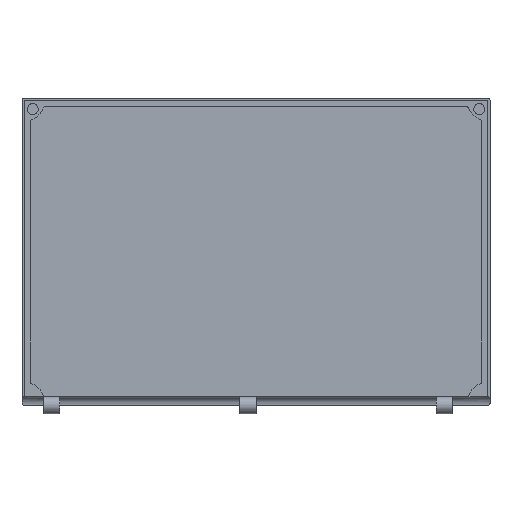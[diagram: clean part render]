
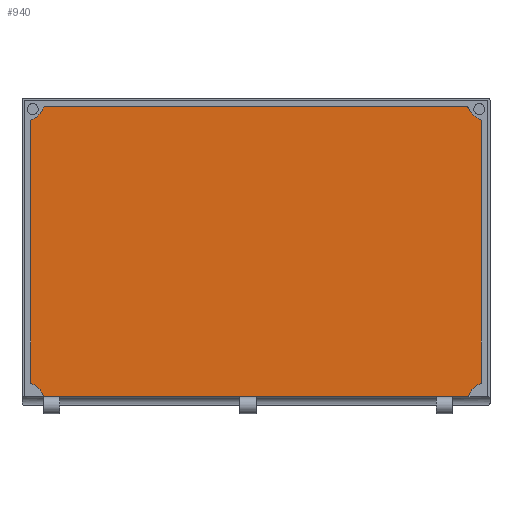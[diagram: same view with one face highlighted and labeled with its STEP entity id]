
A CAD part, front view. The second image highlights one B-rep face of the part: STEP entity #940.
In plain terms, the highlighted planar face has unit normal (0, -1, 0).
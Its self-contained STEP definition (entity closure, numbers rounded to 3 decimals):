
#405=CARTESIAN_POINT('',(173.5,-514.689,36.747));
#406=VERTEX_POINT('',#405);
#415=CARTESIAN_POINT('',(173.5,-514.689,158.919));
#416=VERTEX_POINT('',#415);
#417=CARTESIAN_POINT('',(173.5,-514.689,36.747));
#418=DIRECTION('',(-0.,-0.,1.));
#419=VECTOR('',#418,122.172);
#420=LINE('',#417,#419);
#421=EDGE_CURVE('',#406,#416,#420,.T.);
#445=CARTESIAN_POINT('',(179.747,-514.689,165.165));
#446=VERTEX_POINT('',#445);
#447=CARTESIAN_POINT('',(376.085,-514.689,165.165));
#448=VERTEX_POINT('',#447);
#449=CARTESIAN_POINT('',(179.747,-514.689,165.165));
#450=DIRECTION('',(1.,0.,0.));
#451=VECTOR('',#450,196.338);
#452=LINE('',#449,#451);
#453=EDGE_CURVE('',#446,#448,#452,.T.);
#487=CARTESIAN_POINT('',(382.993,-514.689,36.747));
#488=VERTEX_POINT('',#487);
#503=CARTESIAN_POINT('',(382.993,-514.689,158.919));
#504=VERTEX_POINT('',#503);
#511=CARTESIAN_POINT('',(382.993,-514.689,158.919));
#512=DIRECTION('',(0.,0.,-1.));
#513=VECTOR('',#512,122.172);
#514=LINE('',#511,#513);
#515=EDGE_CURVE('',#504,#488,#514,.T.);
#527=CARTESIAN_POINT('',(179.747,-514.689,30.5));
#528=VERTEX_POINT('',#527);
#556=CARTESIAN_POINT('',(376.746,-514.689,30.5));
#557=VERTEX_POINT('',#556);
#564=CARTESIAN_POINT('',(376.746,-514.689,30.5));
#565=DIRECTION('',(-1.,-0.,-0.));
#566=VECTOR('',#565,197.);
#567=LINE('',#564,#566);
#568=EDGE_CURVE('',#557,#528,#567,.T.);
#892=CARTESIAN_POINT('',(278.247,-514.689,97.833));
#893=DIRECTION('',(-0.,1.,0.));
#894=DIRECTION('',(-1.,-0.,-0.));
#895=AXIS2_PLACEMENT_3D('',#892,#893,#894);
#896=PLANE('',#895);
#897=CARTESIAN_POINT('',(376.994,-514.689,164.582));
#898=VERTEX_POINT('',#897);
#899=CARTESIAN_POINT('',(386.993,-514.689,169.165));
#900=DIRECTION('',(0.,-1.,-0.));
#901=DIRECTION('',(-1.,-0.,-0.));
#902=AXIS2_PLACEMENT_3D('',#899,#900,#901);
#903=CIRCLE('',#902,11.);
#904=EDGE_CURVE('',#898,#504,#903,.T.);
#905=ORIENTED_EDGE('',*,*,#904,.F.);
#906=CARTESIAN_POINT('',(376.085,-514.689,164.165));
#907=DIRECTION('',(0.,-1.,-0.));
#908=DIRECTION('',(0.,-0.,1.));
#909=AXIS2_PLACEMENT_3D('',#906,#907,#908);
#910=CIRCLE('',#909,1.);
#911=EDGE_CURVE('',#898,#448,#910,.T.);
#912=ORIENTED_EDGE('',*,*,#911,.T.);
#913=ORIENTED_EDGE('',*,*,#453,.F.);
#914=CARTESIAN_POINT('',(169.5,-514.689,169.165));
#915=DIRECTION('',(0.,-1.,-0.));
#916=DIRECTION('',(-1.,-0.,-0.));
#917=AXIS2_PLACEMENT_3D('',#914,#915,#916);
#918=CIRCLE('',#917,11.);
#919=EDGE_CURVE('',#416,#446,#918,.T.);
#920=ORIENTED_EDGE('',*,*,#919,.F.);
#921=ORIENTED_EDGE('',*,*,#421,.F.);
#922=CARTESIAN_POINT('',(169.5,-514.689,26.5));
#923=DIRECTION('',(0.,-1.,-0.));
#924=DIRECTION('',(-1.,-0.,-0.));
#925=AXIS2_PLACEMENT_3D('',#922,#923,#924);
#926=CIRCLE('',#925,11.);
#927=EDGE_CURVE('',#528,#406,#926,.T.);
#928=ORIENTED_EDGE('',*,*,#927,.F.);
#929=ORIENTED_EDGE('',*,*,#568,.F.);
#930=CARTESIAN_POINT('',(386.993,-514.689,26.5));
#931=DIRECTION('',(0.,-1.,-0.));
#932=DIRECTION('',(-1.,-0.,-0.));
#933=AXIS2_PLACEMENT_3D('',#930,#931,#932);
#934=CIRCLE('',#933,11.);
#935=EDGE_CURVE('',#488,#557,#934,.T.);
#936=ORIENTED_EDGE('',*,*,#935,.F.);
#937=ORIENTED_EDGE('',*,*,#515,.F.);
#938=EDGE_LOOP('',(#905,#912,#913,#920,#921,#928,#929,#936,#937));
#939=FACE_BOUND('',#938,.T.);
#940=ADVANCED_FACE('',(#939),#896,.F.);
